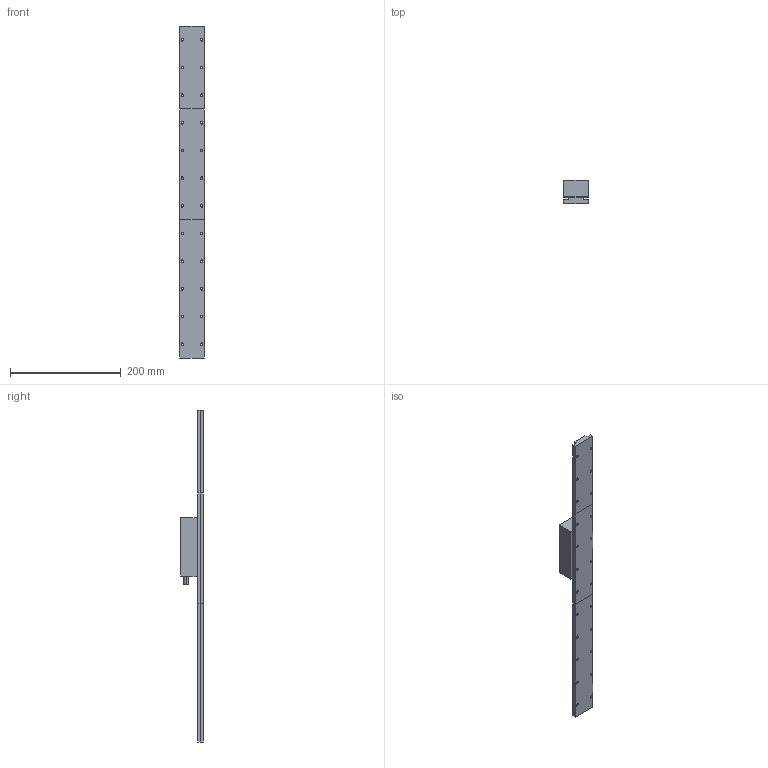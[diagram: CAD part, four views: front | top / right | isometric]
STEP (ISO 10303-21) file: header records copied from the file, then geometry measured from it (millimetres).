
FILE_DESCRIPTION (( 'STEP AP203' ), '1' );
FILE_NAME ('ZW3-H25-1×°Åä.STEP', '2021-08-24T11:20:07', ( '' ), ( '' ), 'SwSTEP 2.0', 'SolidWorks 2020', '' );
FILE_SCHEMA (( 'CONFIG_CONTROL_DESIGN' ));
Length unit declared in the file: millimetre
Products named in the file (5): ZW3-H25-150MNS; ZW3-H25-1线圈; ZW3-H25-1蚾饜; ZW3-H25-200MNS; ZW3-H25-250MNS
Assembly tree (4 placements, depth 2):
  ZW3-H25-1蚾饜
    ZW3-H25-200MNS
    ZW3-H25-1线圈
    ZW3-H25-150MNS
    ZW3-H25-250MNS
Bounding box: 45 x 41.5 x 600 mm (x, y, z)
Volume: 370004.6 mm3; surface area: 91105.2 mm2
Topology: 4 solids, 4 shells, 183 faces, 438 edges, 282 vertices
Faces by surface type: cylinder 110, plane 61, cone 12
Entity records: 5931 total; most frequent: DIRECTION 1026, CARTESIAN_POINT 898, ORIENTED_EDGE 852, EDGE_CURVE 426, AXIS2_PLACEMENT_3D 410, VERTEX_POINT 282, EDGE_LOOP 262, CIRCLE 220
